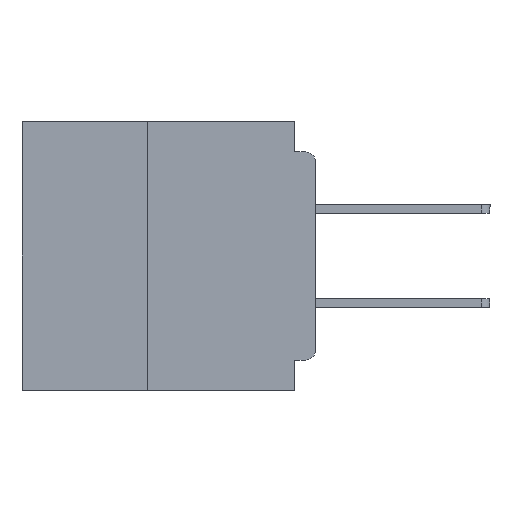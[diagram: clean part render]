
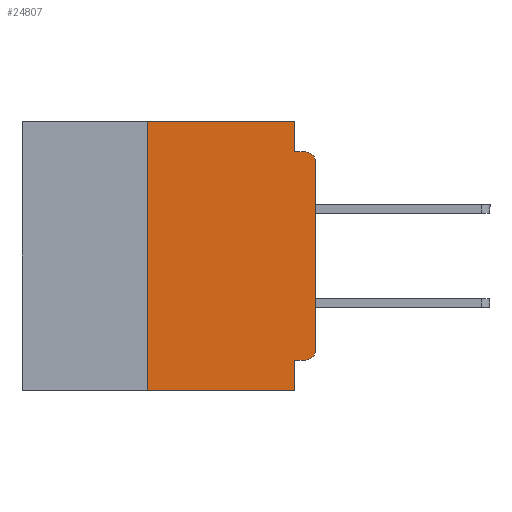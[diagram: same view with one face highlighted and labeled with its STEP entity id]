
A CAD part, left-side view. The second image highlights one B-rep face of the part: STEP entity #24807.
In plain terms, the highlighted planar face has unit normal (-1, 0, 0).
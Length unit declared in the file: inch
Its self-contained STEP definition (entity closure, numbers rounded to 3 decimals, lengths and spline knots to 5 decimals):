
#685 = DIRECTION ( 'NONE',  ( 0., -1., 0. ) ) ;
#1307 = EDGE_CURVE ( 'NONE', #7230, #3332, #10668, .T. ) ;
#1354 = CARTESIAN_POINT ( 'NONE',  ( 0., 0.25, -0.4 ) ) ;
#2500 = DIRECTION ( 'NONE',  ( 0., 0., -1. ) ) ;
#2598 = EDGE_CURVE ( 'NONE', #23883, #34348, #28128, .T. ) ;
#2611 = CARTESIAN_POINT ( 'NONE',  ( 0., 0., -0.045 ) ) ;
#3332 = VERTEX_POINT ( 'NONE', #26510 ) ;
#4026 = ORIENTED_EDGE ( 'NONE', *, *, #20072, .T. ) ;
#4113 = EDGE_CURVE ( 'NONE', #34424, #31377, #36200, .T. ) ;
#5054 = EDGE_CURVE ( 'NONE', #7230, #34424, #9485, .T. ) ;
#5097 = AXIS2_PLACEMENT_3D ( 'NONE', #26840, #8231, #29986 ) ;
#5825 = VECTOR ( 'NONE', #685, 39.37008 ) ;
#7146 = ORIENTED_EDGE ( 'NONE', *, *, #10012, .F. ) ;
#7230 = VERTEX_POINT ( 'NONE', #29344 ) ;
#7409 = ORIENTED_EDGE ( 'NONE', *, *, #16556, .T. ) ;
#7921 = CARTESIAN_POINT ( 'NONE',  ( 0., 0.25, 0. ) ) ;
#7957 = PLANE ( 'NONE',  #32549 ) ;
#8231 = DIRECTION ( 'NONE',  ( -1., 0., 0. ) ) ;
#8831 = VECTOR ( 'NONE', #30513, 39.37008 ) ;
#9485 = LINE ( 'NONE', #25984, #31348 ) ;
#9515 = ORIENTED_EDGE ( 'NONE', *, *, #14743, .F. ) ;
#9803 = ORIENTED_EDGE ( 'NONE', *, *, #4113, .F. ) ;
#9806 = LINE ( 'NONE', #2611, #8831 ) ;
#10012 = EDGE_CURVE ( 'NONE', #34348, #26998, #14126, .T. ) ;
#10572 = VECTOR ( 'NONE', #33850, 39.37008 ) ;
#10668 = CIRCLE ( 'NONE', #14897, 0.015 ) ;
#11101 = DIRECTION ( 'NONE',  ( 1., 0., 0. ) ) ;
#12511 = VECTOR ( 'NONE', #16050, 39.37008 ) ;
#13405 = CARTESIAN_POINT ( 'NONE',  ( 0., 0.437, -0.4 ) ) ;
#14126 = LINE ( 'NONE', #22509, #5825 ) ;
#14416 = CARTESIAN_POINT ( 'NONE',  ( 0., 0.031, -0.355 ) ) ;
#14743 = EDGE_CURVE ( 'NONE', #36141, #33442, #9806, .T. ) ;
#14897 = AXIS2_PLACEMENT_3D ( 'NONE', #36776, #36771, #36693 ) ;
#15299 = CARTESIAN_POINT ( 'NONE',  ( 0., 0.031, -0.4 ) ) ;
#16050 = DIRECTION ( 'NONE',  ( 0., 0., 1. ) ) ;
#16556 = EDGE_CURVE ( 'NONE', #20097, #33442, #16951, .T. ) ;
#16951 = CIRCLE ( 'NONE', #5097, 0.015 ) ;
#17192 = CARTESIAN_POINT ( 'NONE',  ( 0., 0.437, 0. ) ) ;
#18146 = LINE ( 'NONE', #13405, #34591 ) ;
#18430 = FACE_OUTER_BOUND ( 'NONE', #34961, .T. ) ;
#20038 = DIRECTION ( 'NONE',  ( 0., 0., 1. ) ) ;
#20072 = EDGE_CURVE ( 'NONE', #23883, #31377, #18146, .T. ) ;
#20097 = VERTEX_POINT ( 'NONE', #38231 ) ;
#22166 = ORIENTED_EDGE ( 'NONE', *, *, #1307, .T. ) ;
#22473 = CARTESIAN_POINT ( 'NONE',  ( 0., 0.031, -0.4 ) ) ;
#22509 = CARTESIAN_POINT ( 'NONE',  ( 0., 0.437, 0. ) ) ;
#23883 = VERTEX_POINT ( 'NONE', #40120 ) ;
#24807 = ADVANCED_FACE ( 'NONE', ( #18430 ), #7957, .F. ) ;
#24867 = VECTOR ( 'NONE', #2500, 39.37008 ) ;
#25984 = CARTESIAN_POINT ( 'NONE',  ( 0., 0., -0.355 ) ) ;
#26510 = CARTESIAN_POINT ( 'NONE',  ( 0., 0., -0.34 ) ) ;
#26840 = CARTESIAN_POINT ( 'NONE',  ( 0., 0.015, -0.06 ) ) ;
#26998 = VERTEX_POINT ( 'NONE', #31077 ) ;
#27408 = EDGE_CURVE ( 'NONE', #26998, #36141, #33101, .T. ) ;
#28128 = LINE ( 'NONE', #1354, #37200 ) ;
#28490 = ORIENTED_EDGE ( 'NONE', *, *, #5054, .F. ) ;
#29111 = DIRECTION ( 'NONE',  ( 0., 1., 0. ) ) ;
#29344 = CARTESIAN_POINT ( 'NONE',  ( 0., 0.015, -0.355 ) ) ;
#29986 = DIRECTION ( 'NONE',  ( 0., 0., -1. ) ) ;
#30063 = ORIENTED_EDGE ( 'NONE', *, *, #27408, .F. ) ;
#30513 = DIRECTION ( 'NONE',  ( 0., -1., 0. ) ) ;
#31077 = CARTESIAN_POINT ( 'NONE',  ( 0., 0.031, 0. ) ) ;
#31348 = VECTOR ( 'NONE', #29111, 39.37008 ) ;
#31377 = VERTEX_POINT ( 'NONE', #22473 ) ;
#32549 = AXIS2_PLACEMENT_3D ( 'NONE', #17192, #11101, #32770 ) ;
#32770 = DIRECTION ( 'NONE',  ( 0., 0., -1. ) ) ;
#33101 = LINE ( 'NONE', #39554, #24867 ) ;
#33206 = EDGE_CURVE ( 'NONE', #3332, #20097, #36194, .T. ) ;
#33442 = VERTEX_POINT ( 'NONE', #35766 ) ;
#33850 = DIRECTION ( 'NONE',  ( 0., 0., -1. ) ) ;
#34348 = VERTEX_POINT ( 'NONE', #7921 ) ;
#34424 = VERTEX_POINT ( 'NONE', #14416 ) ;
#34573 = CARTESIAN_POINT ( 'NONE',  ( 0., 0., 0. ) ) ;
#34591 = VECTOR ( 'NONE', #35048, 39.37008 ) ;
#34961 = EDGE_LOOP ( 'NONE', ( #37546, #7409, #9515, #30063, #7146, #35954, #4026, #9803, #28490, #22166 ) ) ;
#35048 = DIRECTION ( 'NONE',  ( 0., -1., 0. ) ) ;
#35766 = CARTESIAN_POINT ( 'NONE',  ( 0., 0.015, -0.045 ) ) ;
#35954 = ORIENTED_EDGE ( 'NONE', *, *, #2598, .F. ) ;
#36141 = VERTEX_POINT ( 'NONE', #38579 ) ;
#36194 = LINE ( 'NONE', #34573, #12511 ) ;
#36200 = LINE ( 'NONE', #15299, #10572 ) ;
#36693 = DIRECTION ( 'NONE',  ( 0., 0., -1. ) ) ;
#36771 = DIRECTION ( 'NONE',  ( -1., 0., 0. ) ) ;
#36776 = CARTESIAN_POINT ( 'NONE',  ( 0., 0.015, -0.34 ) ) ;
#37200 = VECTOR ( 'NONE', #20038, 39.37008 ) ;
#37546 = ORIENTED_EDGE ( 'NONE', *, *, #33206, .T. ) ;
#38231 = CARTESIAN_POINT ( 'NONE',  ( 0., 0., -0.06 ) ) ;
#38579 = CARTESIAN_POINT ( 'NONE',  ( 0., 0.031, -0.045 ) ) ;
#39554 = CARTESIAN_POINT ( 'NONE',  ( 0., 0.031, 0. ) ) ;
#40120 = CARTESIAN_POINT ( 'NONE',  ( 0., 0.25, -0.4 ) ) ;
